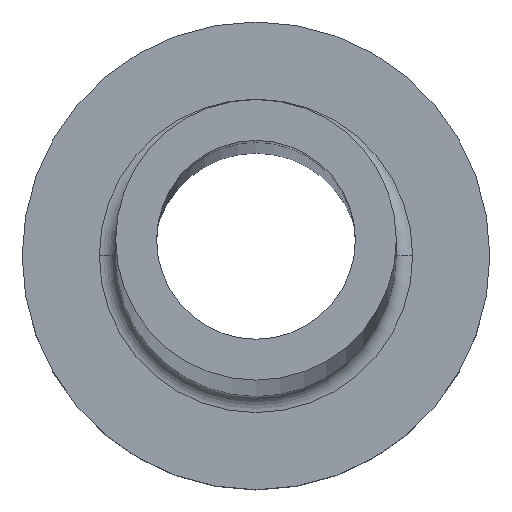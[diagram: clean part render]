
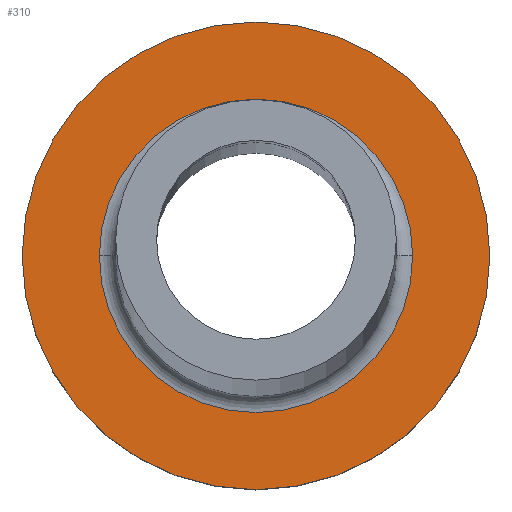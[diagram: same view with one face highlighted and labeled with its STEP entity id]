
A CAD part, top view. The second image highlights one B-rep face of the part: STEP entity #310.
In plain terms, the highlighted planar face has unit normal (0, 0, 1).
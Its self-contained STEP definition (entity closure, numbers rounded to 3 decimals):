
#15 = CIRCLE ( 'NONE', #135, 6.7 ) ;
#17 = ORIENTED_EDGE ( 'NONE', *, *, #409, .T. ) ;
#22 = DIRECTION ( 'NONE',  ( 0., 0., 1. ) ) ;
#28 = DIRECTION ( 'NONE',  ( 0., 0., -1. ) ) ;
#47 = DIRECTION ( 'NONE',  ( 0., 0., -1. ) ) ;
#48 = CARTESIAN_POINT ( 'NONE',  ( 0., 0., 7. ) ) ;
#61 = VERTEX_POINT ( 'NONE', #163 ) ;
#68 = VERTEX_POINT ( 'NONE', #205 ) ;
#71 = CARTESIAN_POINT ( 'NONE',  ( -6.7, 0., 7. ) ) ;
#80 = ORIENTED_EDGE ( 'NONE', *, *, #348, .T. ) ;
#113 = DIRECTION ( 'NONE',  ( 1., 0., 0. ) ) ;
#121 = DIRECTION ( 'NONE',  ( 1., 0., 0. ) ) ;
#135 = AXIS2_PLACEMENT_3D ( 'NONE', #48, #28, #196 ) ;
#141 = DIRECTION ( 'NONE',  ( 1., 0., 0. ) ) ;
#163 = CARTESIAN_POINT ( 'NONE',  ( -10., 0., 7. ) ) ;
#178 = ORIENTED_EDGE ( 'NONE', *, *, #340, .T. ) ;
#194 = AXIS2_PLACEMENT_3D ( 'NONE', #370, #47, #121 ) ;
#196 = DIRECTION ( 'NONE',  ( 1., 0., 0. ) ) ;
#198 = PLANE ( 'NONE',  #355 ) ;
#201 = CIRCLE ( 'NONE', #380, 10. ) ;
#205 = CARTESIAN_POINT ( 'NONE',  ( 10., 0., 7. ) ) ;
#229 = CARTESIAN_POINT ( 'NONE',  ( 0., 0., 7. ) ) ;
#230 = VERTEX_POINT ( 'NONE', #71 ) ;
#238 = DIRECTION ( 'NONE',  ( 1., 0., 0. ) ) ;
#254 = CARTESIAN_POINT ( 'NONE',  ( 0., 0., 7. ) ) ;
#262 = EDGE_CURVE ( 'NONE', #61, #68, #201, .T. ) ;
#274 = DIRECTION ( 'NONE',  ( 0., 0., 1. ) ) ;
#290 = ORIENTED_EDGE ( 'NONE', *, *, #262, .T. ) ;
#310 = ADVANCED_FACE ( 'NONE', ( #374, #384 ), #198, .T. ) ;
#315 = CIRCLE ( 'NONE', #194, 6.7 ) ;
#316 = CIRCLE ( 'NONE', #385, 10. ) ;
#326 = CARTESIAN_POINT ( 'NONE',  ( 6.7, 0., 7. ) ) ;
#331 = DIRECTION ( 'NONE',  ( 0., 0., 1. ) ) ;
#340 = EDGE_CURVE ( 'NONE', #68, #61, #316, .T. ) ;
#348 = EDGE_CURVE ( 'NONE', #230, #386, #15, .T. ) ;
#351 = CARTESIAN_POINT ( 'NONE',  ( 0., 0., 7. ) ) ;
#355 = AXIS2_PLACEMENT_3D ( 'NONE', #229, #22, #238 ) ;
#370 = CARTESIAN_POINT ( 'NONE',  ( 0., 0., 7. ) ) ;
#374 = FACE_BOUND ( 'NONE', #438, .T. ) ;
#380 = AXIS2_PLACEMENT_3D ( 'NONE', #254, #331, #113 ) ;
#384 = FACE_OUTER_BOUND ( 'NONE', #460, .T. ) ;
#385 = AXIS2_PLACEMENT_3D ( 'NONE', #351, #274, #141 ) ;
#386 = VERTEX_POINT ( 'NONE', #326 ) ;
#409 = EDGE_CURVE ( 'NONE', #386, #230, #315, .T. ) ;
#438 = EDGE_LOOP ( 'NONE', ( #17, #80 ) ) ;
#460 = EDGE_LOOP ( 'NONE', ( #290, #178 ) ) ;
